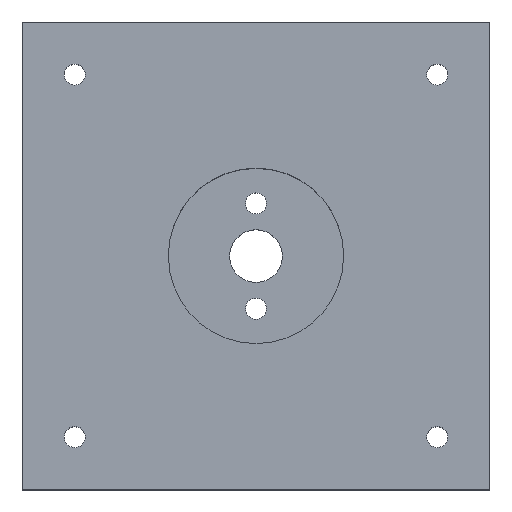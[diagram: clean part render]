
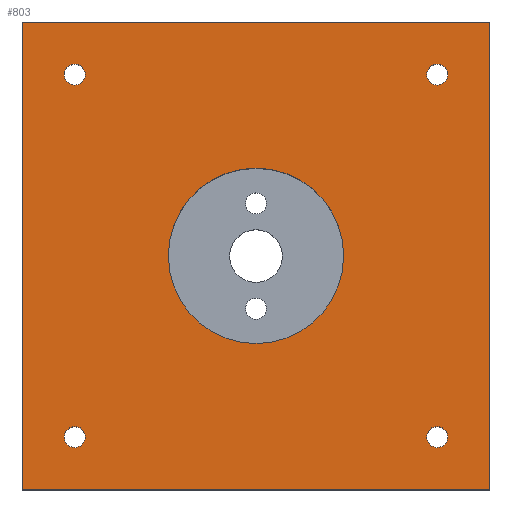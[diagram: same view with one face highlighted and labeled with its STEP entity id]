
A CAD part, top view. The second image highlights one B-rep face of the part: STEP entity #803.
In plain terms, the highlighted planar face has unit normal (0, 0, 1).
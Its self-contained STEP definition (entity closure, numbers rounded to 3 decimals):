
#10 = CARTESIAN_POINT ( 'NONE',  ( -15.521, 24.375, 15. ) ) ;
#26 = CARTESIAN_POINT ( 'NONE',  ( 19.979, -11.125, 15. ) ) ;
#40 = ORIENTED_EDGE ( 'NONE', *, *, #319, .T. ) ;
#42 = FACE_BOUND ( 'NONE', #857, .T. ) ;
#44 = VERTEX_POINT ( 'NONE', #276 ) ;
#45 = EDGE_CURVE ( 'NONE', #719, #774, #188, .T. ) ;
#46 = ORIENTED_EDGE ( 'NONE', *, *, #748, .T. ) ;
#59 = EDGE_LOOP ( 'NONE', ( #634, #46 ) ) ;
#63 = DIRECTION ( 'NONE',  ( 0., 1., 0. ) ) ;
#83 = ORIENTED_EDGE ( 'NONE', *, *, #601, .T. ) ;
#89 = CARTESIAN_POINT ( 'NONE',  ( 19.979, 19.875, 15. ) ) ;
#94 = VERTEX_POINT ( 'NONE', #756 ) ;
#107 = VERTEX_POINT ( 'NONE', #163 ) ;
#119 = CARTESIAN_POINT ( 'NONE',  ( -11.021, -11.125, 15. ) ) ;
#122 = EDGE_CURVE ( 'NONE', #570, #131, #465, .T. ) ;
#129 = DIRECTION ( 'NONE',  ( -1., 0., 0. ) ) ;
#131 = VERTEX_POINT ( 'NONE', #531 ) ;
#155 = CIRCLE ( 'NONE', #317, 0.9 ) ;
#162 = CARTESIAN_POINT ( 'NONE',  ( -15.521, 24.375, 15. ) ) ;
#163 = CARTESIAN_POINT ( 'NONE',  ( 20.879, 19.875, 15. ) ) ;
#175 = ORIENTED_EDGE ( 'NONE', *, *, #308, .F. ) ;
#187 = ORIENTED_EDGE ( 'NONE', *, *, #328, .F. ) ;
#188 = CIRCLE ( 'NONE', #859, 0.9 ) ;
#191 = CARTESIAN_POINT ( 'NONE',  ( 24.479, 24.375, 15. ) ) ;
#201 = CARTESIAN_POINT ( 'NONE',  ( -10.121, -11.125, 15. ) ) ;
#203 = CARTESIAN_POINT ( 'NONE',  ( 19.979, -11.125, 15. ) ) ;
#213 = LINE ( 'NONE', #591, #797 ) ;
#226 = DIRECTION ( 'NONE',  ( -1., 0., 0. ) ) ;
#253 = LINE ( 'NONE', #783, #744 ) ;
#257 = CARTESIAN_POINT ( 'NONE',  ( 11.979, 4.375, 15. ) ) ;
#261 = DIRECTION ( 'NONE',  ( -1., 0., 0. ) ) ;
#267 = ORIENTED_EDGE ( 'NONE', *, *, #834, .T. ) ;
#269 = FACE_OUTER_BOUND ( 'NONE', #629, .T. ) ;
#272 = ORIENTED_EDGE ( 'NONE', *, *, #122, .T. ) ;
#276 = CARTESIAN_POINT ( 'NONE',  ( 24.479, -15.625, 15. ) ) ;
#282 = VECTOR ( 'NONE', #226, 1000. ) ;
#283 = AXIS2_PLACEMENT_3D ( 'NONE', #26, #928, #334 ) ;
#287 = CIRCLE ( 'NONE', #617, 0.9 ) ;
#291 = DIRECTION ( 'NONE',  ( 0., 0., 1. ) ) ;
#297 = DIRECTION ( 'NONE',  ( 0., 0., -1. ) ) ;
#298 = DIRECTION ( 'NONE',  ( 0., -1., 0. ) ) ;
#308 = EDGE_CURVE ( 'NONE', #646, #94, #393, .T. ) ;
#317 = AXIS2_PLACEMENT_3D ( 'NONE', #667, #370, #735 ) ;
#319 = EDGE_CURVE ( 'NONE', #545, #107, #845, .T. ) ;
#328 = EDGE_CURVE ( 'NONE', #94, #646, #739, .T. ) ;
#329 = CIRCLE ( 'NONE', #283, 0.9 ) ;
#334 = DIRECTION ( 'NONE',  ( -1., 0., 0. ) ) ;
#338 = ORIENTED_EDGE ( 'NONE', *, *, #468, .T. ) ;
#356 = DIRECTION ( 'NONE',  ( 1., 0., 0. ) ) ;
#357 = EDGE_CURVE ( 'NONE', #44, #804, #213, .T. ) ;
#361 = CARTESIAN_POINT ( 'NONE',  ( 20.879, -11.125, 15. ) ) ;
#370 = DIRECTION ( 'NONE',  ( 0., 0., -1. ) ) ;
#382 = VECTOR ( 'NONE', #298, 1000. ) ;
#393 = CIRCLE ( 'NONE', #412, 7.5 ) ;
#395 = DIRECTION ( 'NONE',  ( 0., 0., -1. ) ) ;
#399 = EDGE_CURVE ( 'NONE', #522, #532, #155, .T. ) ;
#409 = ORIENTED_EDGE ( 'NONE', *, *, #579, .T. ) ;
#412 = AXIS2_PLACEMENT_3D ( 'NONE', #442, #952, #521 ) ;
#415 = AXIS2_PLACEMENT_3D ( 'NONE', #957, #574, #812 ) ;
#426 = DIRECTION ( 'NONE',  ( 0., 0., -1. ) ) ;
#437 = FACE_BOUND ( 'NONE', #59, .T. ) ;
#440 = DIRECTION ( 'NONE',  ( -1., 0., 0. ) ) ;
#442 = CARTESIAN_POINT ( 'NONE',  ( 4.479, 4.375, 15. ) ) ;
#461 = AXIS2_PLACEMENT_3D ( 'NONE', #119, #426, #817 ) ;
#465 = LINE ( 'NONE', #851, #382 ) ;
#468 = EDGE_CURVE ( 'NONE', #804, #570, #839, .T. ) ;
#472 = DIRECTION ( 'NONE',  ( -1., 0., 0. ) ) ;
#497 = CARTESIAN_POINT ( 'NONE',  ( 0., 0., 15. ) ) ;
#509 = DIRECTION ( 'NONE',  ( 0., 0., -1. ) ) ;
#513 = FACE_BOUND ( 'NONE', #620, .T. ) ;
#521 = DIRECTION ( 'NONE',  ( 1., 0., 0. ) ) ;
#522 = VERTEX_POINT ( 'NONE', #681 ) ;
#523 = AXIS2_PLACEMENT_3D ( 'NONE', #826, #889, #818 ) ;
#531 = CARTESIAN_POINT ( 'NONE',  ( -15.521, -15.625, 15. ) ) ;
#532 = VERTEX_POINT ( 'NONE', #534 ) ;
#534 = CARTESIAN_POINT ( 'NONE',  ( -10.121, 19.875, 15. ) ) ;
#545 = VERTEX_POINT ( 'NONE', #595 ) ;
#547 = CARTESIAN_POINT ( 'NONE',  ( -11.921, -11.125, 15. ) ) ;
#556 = DIRECTION ( 'NONE',  ( 1., 0., 0. ) ) ;
#570 = VERTEX_POINT ( 'NONE', #162 ) ;
#574 = DIRECTION ( 'NONE',  ( 0., 0., 1. ) ) ;
#579 = EDGE_CURVE ( 'NONE', #641, #866, #827, .T. ) ;
#591 = CARTESIAN_POINT ( 'NONE',  ( 24.479, 24.375, 15. ) ) ;
#595 = CARTESIAN_POINT ( 'NONE',  ( 19.079, 19.875, 15. ) ) ;
#601 = EDGE_CURVE ( 'NONE', #532, #522, #287, .T. ) ;
#607 = EDGE_CURVE ( 'NONE', #131, #44, #253, .T. ) ;
#617 = AXIS2_PLACEMENT_3D ( 'NONE', #854, #395, #261 ) ;
#620 = EDGE_LOOP ( 'NONE', ( #733, #83 ) ) ;
#629 = EDGE_LOOP ( 'NONE', ( #272, #941, #971, #338 ) ) ;
#630 = CIRCLE ( 'NONE', #461, 0.9 ) ;
#634 = ORIENTED_EDGE ( 'NONE', *, *, #45, .T. ) ;
#641 = VERTEX_POINT ( 'NONE', #547 ) ;
#646 = VERTEX_POINT ( 'NONE', #257 ) ;
#667 = CARTESIAN_POINT ( 'NONE',  ( -11.021, 19.875, 15. ) ) ;
#681 = CARTESIAN_POINT ( 'NONE',  ( -11.921, 19.875, 15. ) ) ;
#705 = CARTESIAN_POINT ( 'NONE',  ( 19.079, -11.125, 15. ) ) ;
#717 = FACE_BOUND ( 'NONE', #878, .T. ) ;
#719 = VERTEX_POINT ( 'NONE', #705 ) ;
#732 = ORIENTED_EDGE ( 'NONE', *, *, #773, .T. ) ;
#733 = ORIENTED_EDGE ( 'NONE', *, *, #399, .T. ) ;
#735 = DIRECTION ( 'NONE',  ( -1., 0., 0. ) ) ;
#739 = CIRCLE ( 'NONE', #415, 7.5 ) ;
#744 = VECTOR ( 'NONE', #556, 1000. ) ;
#748 = EDGE_CURVE ( 'NONE', #774, #719, #329, .T. ) ;
#750 = CARTESIAN_POINT ( 'NONE',  ( -11.021, -11.125, 15. ) ) ;
#756 = CARTESIAN_POINT ( 'NONE',  ( -3.021, 4.375, 15. ) ) ;
#773 = EDGE_CURVE ( 'NONE', #107, #545, #811, .T. ) ;
#774 = VERTEX_POINT ( 'NONE', #361 ) ;
#783 = CARTESIAN_POINT ( 'NONE',  ( -15.521, -15.625, 15. ) ) ;
#792 = AXIS2_PLACEMENT_3D ( 'NONE', #89, #955, #440 ) ;
#797 = VECTOR ( 'NONE', #63, 1000. ) ;
#803 = ADVANCED_FACE ( 'NONE', ( #966, #513, #42, #437, #717, #269 ), #894, .T. ) ;
#804 = VERTEX_POINT ( 'NONE', #191 ) ;
#811 = CIRCLE ( 'NONE', #792, 0.9 ) ;
#812 = DIRECTION ( 'NONE',  ( 1., 0., 0. ) ) ;
#817 = DIRECTION ( 'NONE',  ( -1., 0., 0. ) ) ;
#818 = DIRECTION ( 'NONE',  ( -1., 0., 0. ) ) ;
#826 = CARTESIAN_POINT ( 'NONE',  ( 19.979, 19.875, 15. ) ) ;
#827 = CIRCLE ( 'NONE', #947, 0.9 ) ;
#834 = EDGE_CURVE ( 'NONE', #866, #641, #630, .T. ) ;
#839 = LINE ( 'NONE', #10, #282 ) ;
#845 = CIRCLE ( 'NONE', #523, 0.9 ) ;
#851 = CARTESIAN_POINT ( 'NONE',  ( -15.521, 24.375, 15. ) ) ;
#854 = CARTESIAN_POINT ( 'NONE',  ( -11.021, 19.875, 15. ) ) ;
#857 = EDGE_LOOP ( 'NONE', ( #409, #267 ) ) ;
#859 = AXIS2_PLACEMENT_3D ( 'NONE', #203, #509, #129 ) ;
#866 = VERTEX_POINT ( 'NONE', #201 ) ;
#871 = AXIS2_PLACEMENT_3D ( 'NONE', #497, #291, #356 ) ;
#878 = EDGE_LOOP ( 'NONE', ( #175, #187 ) ) ;
#889 = DIRECTION ( 'NONE',  ( 0., 0., -1. ) ) ;
#894 = PLANE ( 'NONE',  #871 ) ;
#928 = DIRECTION ( 'NONE',  ( 0., 0., -1. ) ) ;
#941 = ORIENTED_EDGE ( 'NONE', *, *, #607, .T. ) ;
#947 = AXIS2_PLACEMENT_3D ( 'NONE', #750, #297, #472 ) ;
#952 = DIRECTION ( 'NONE',  ( 0., 0., 1. ) ) ;
#953 = EDGE_LOOP ( 'NONE', ( #40, #732 ) ) ;
#955 = DIRECTION ( 'NONE',  ( 0., 0., -1. ) ) ;
#957 = CARTESIAN_POINT ( 'NONE',  ( 4.479, 4.375, 15. ) ) ;
#966 = FACE_BOUND ( 'NONE', #953, .T. ) ;
#971 = ORIENTED_EDGE ( 'NONE', *, *, #357, .T. ) ;
